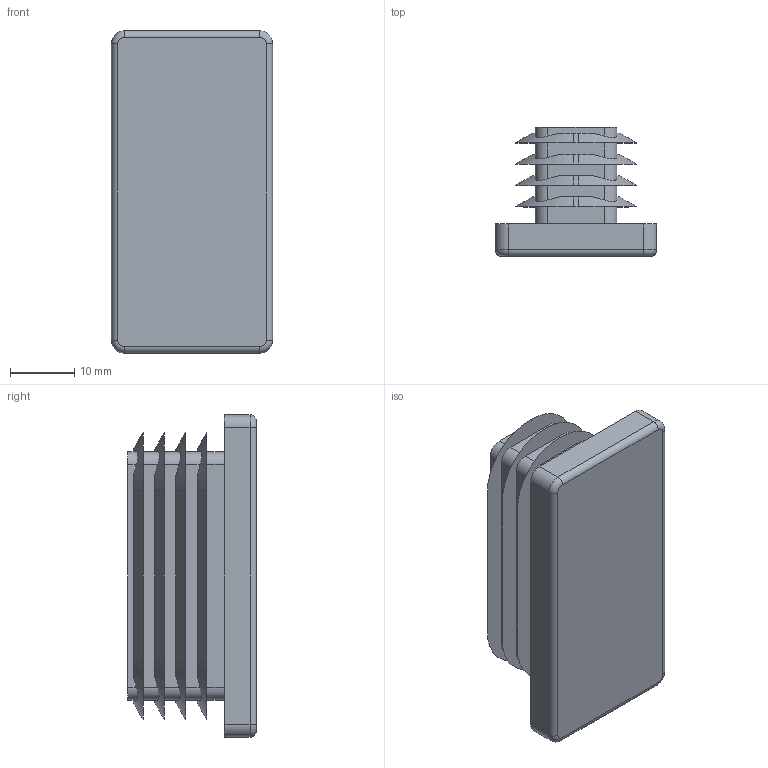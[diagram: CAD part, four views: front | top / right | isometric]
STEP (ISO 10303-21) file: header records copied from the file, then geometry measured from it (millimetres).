
FILE_DESCRIPTION (( 'STEP AP214' ), '1' );
FILE_NAME ('70436-Rectangle Plugs Ribbed White 50.8x25.4mm.STEP', '2019-01-15T20:28:17', ( '' ), ( '' ), 'SwSTEP 2.0', 'SolidWorks 2018', '' );
FILE_SCHEMA (( 'AUTOMOTIVE_DESIGN' ));
Length unit declared in the file: millimetre
Products named in the file (1): 70436-Rectangle Plugs Ribbed White 50.8x25.4mm
Bounding box: 25 x 20 x 50 mm (x, y, z)
Volume: 6989.5 mm3; surface area: 8256.4 mm2
Topology: 1 solids, 1 shells, 382 faces, 1036 edges, 688 vertices
Faces by surface type: plane 225, bspline 105, cylinder 32, cone 16, torus 4
Entity records: 18140 total; most frequent: CARTESIAN_POINT 9188, ORIENTED_EDGE 2072, DIRECTION 1434, EDGE_CURVE 1036, VERTEX_POINT 688, LINE 678, VECTOR 678, EDGE_LOOP 414
